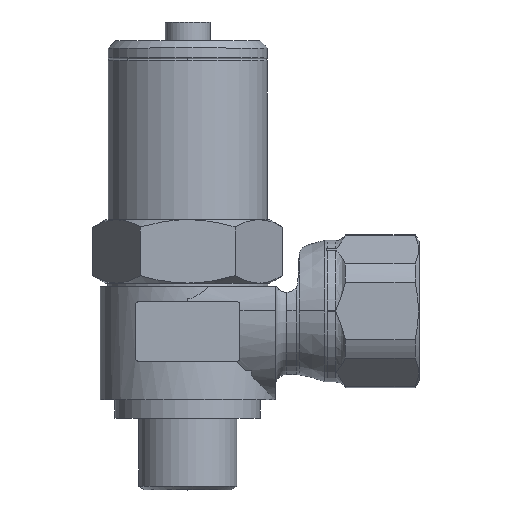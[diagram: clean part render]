
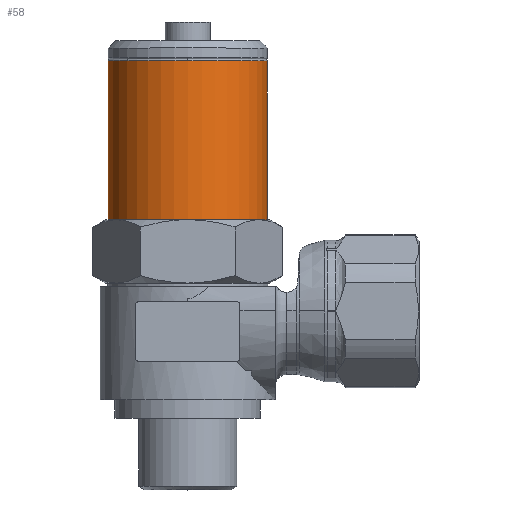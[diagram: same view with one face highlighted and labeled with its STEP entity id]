
A CAD part, top view. The second image highlights one B-rep face of the part: STEP entity #58.
In plain terms, the highlighted cylindrical face has radius 10.65 mm (diameter 21.3 mm), a partial arc.
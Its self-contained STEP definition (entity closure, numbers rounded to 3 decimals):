
#58=ADVANCED_FACE('',(#209),#210,.T.);
#209=FACE_OUTER_BOUND('',#493,.T.);
#210=CYLINDRICAL_SURFACE('',#494,10.65);
#493=EDGE_LOOP('',(#862,#863,#864,#865,#866));
#494=AXIS2_PLACEMENT_3D('',#867,#868,#869);
#862=ORIENTED_EDGE('',*,*,#1951,.F.);
#863=ORIENTED_EDGE('',*,*,#1952,.T.);
#864=ORIENTED_EDGE('',*,*,#1953,.F.);
#865=ORIENTED_EDGE('',*,*,#1954,.F.);
#866=ORIENTED_EDGE('',*,*,#1955,.F.);
#867=CARTESIAN_POINT('',(0.0,42.6,0.0));
#868=DIRECTION('',(0.0,1.0,0.0));
#869=DIRECTION('',(-1.0,0.0,0.0));
#1951=EDGE_CURVE('',#2369,#2370,#2371,.T.);
#1952=EDGE_CURVE('',#2369,#2372,#2373,.T.);
#1953=EDGE_CURVE('',#2374,#2372,#2375,.T.);
#1954=EDGE_CURVE('',#2376,#2374,#2377,.T.);
#1955=EDGE_CURVE('',#2370,#2376,#2378,.T.);
#2369=VERTEX_POINT('',#3403);
#2370=VERTEX_POINT('',#3404);
#2371=LINE('',#3405,#3406);
#2372=VERTEX_POINT('',#3407);
#2373=CIRCLE('',#3408,10.65);
#2374=VERTEX_POINT('',#3409);
#2375=LINE('',#3410,#3411);
#2376=VERTEX_POINT('',#3412);
#2377=CIRCLE('',#3413,10.65);
#2378=CIRCLE('',#3414,10.65);
#3403=CARTESIAN_POINT('',(-10.65,36.2,0.));
#3404=CARTESIAN_POINT('',(-10.65,57.5,0.0));
#3405=CARTESIAN_POINT('',(-10.65,42.6,0.));
#3406=VECTOR('',#5147,1.0);
#3407=CARTESIAN_POINT('',(10.65,36.2,0.));
#3408=AXIS2_PLACEMENT_3D('',#5148,#5149,#5150);
#3409=CARTESIAN_POINT('',(10.65,57.5,0.));
#3410=CARTESIAN_POINT('',(10.65,42.6,0.));
#3411=VECTOR('',#5151,1.0);
#3412=CARTESIAN_POINT('',(0.,57.5,10.65));
#3413=AXIS2_PLACEMENT_3D('',#5152,#5153,#5154);
#3414=AXIS2_PLACEMENT_3D('',#5155,#5156,#5157);
#5147=DIRECTION('',(0.0,1.0,0.0));
#5148=CARTESIAN_POINT('',(0.0,36.2,0.0));
#5149=DIRECTION('',(0.0,1.0,0.0));
#5150=DIRECTION('',(-1.0,0.0,0.0));
#5151=DIRECTION('',(-0.0,-1.0,-0.0));
#5152=CARTESIAN_POINT('',(0.0,57.5,0.0));
#5153=DIRECTION('',(0.0,1.0,0.0));
#5154=DIRECTION('',(-1.0,0.0,0.0));
#5155=CARTESIAN_POINT('',(0.0,57.5,0.0));
#5156=DIRECTION('',(0.0,1.0,0.0));
#5157=DIRECTION('',(-1.0,0.0,0.0));
